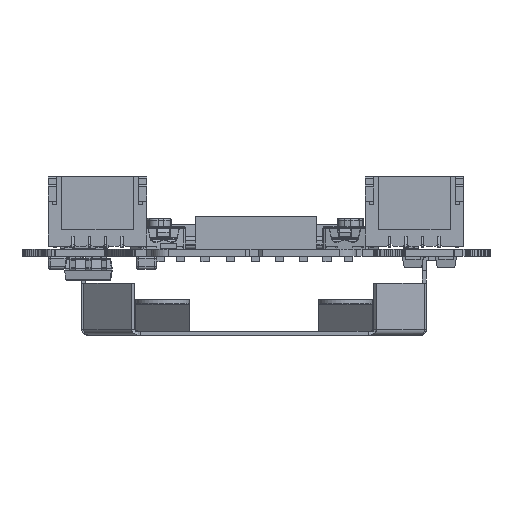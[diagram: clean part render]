
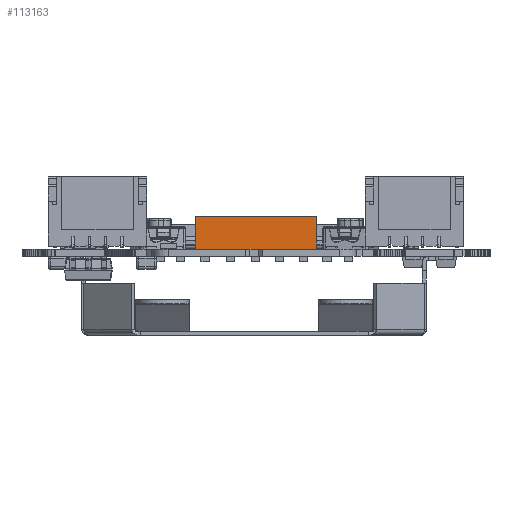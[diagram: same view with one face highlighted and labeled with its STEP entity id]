
A CAD part, front view. The second image highlights one B-rep face of the part: STEP entity #113163.
In plain terms, the highlighted planar face has unit normal (0, -1, 0).
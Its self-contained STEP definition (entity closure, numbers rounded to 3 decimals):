
#113138 = VERTEX_POINT('',#113139);
#113139 = CARTESIAN_POINT('',(-3.702,-3.502,2.));
#113145 = EDGE_CURVE('',#113146,#113138,#113148,.T.);
#113146 = VERTEX_POINT('',#113147);
#113147 = CARTESIAN_POINT('',(-3.702,-3.502,0.));
#113148 = LINE('',#113149,#113150);
#113149 = CARTESIAN_POINT('',(-3.702,-3.502,0.));
#113150 = VECTOR('',#113151,1.);
#113151 = DIRECTION('',(0.,0.,1.));
#113163 = ADVANCED_FACE('',(#113164),#113189,.F.);
#113164 = FACE_BOUND('',#113165,.F.);
#113165 = EDGE_LOOP('',(#113166,#113167,#113175,#113183));
#113166 = ORIENTED_EDGE('',*,*,#113145,.T.);
#113167 = ORIENTED_EDGE('',*,*,#113168,.T.);
#113168 = EDGE_CURVE('',#113138,#113169,#113171,.T.);
#113169 = VERTEX_POINT('',#113170);
#113170 = CARTESIAN_POINT('',(3.702,-3.502,2.));
#113171 = LINE('',#113172,#113173);
#113172 = CARTESIAN_POINT('',(-3.702,-3.502,2.));
#113173 = VECTOR('',#113174,1.);
#113174 = DIRECTION('',(1.,0.,0.));
#113175 = ORIENTED_EDGE('',*,*,#113176,.F.);
#113176 = EDGE_CURVE('',#113177,#113169,#113179,.T.);
#113177 = VERTEX_POINT('',#113178);
#113178 = CARTESIAN_POINT('',(3.702,-3.502,0.));
#113179 = LINE('',#113180,#113181);
#113180 = CARTESIAN_POINT('',(3.702,-3.502,0.));
#113181 = VECTOR('',#113182,1.);
#113182 = DIRECTION('',(0.,0.,1.));
#113183 = ORIENTED_EDGE('',*,*,#113184,.F.);
#113184 = EDGE_CURVE('',#113146,#113177,#113185,.T.);
#113185 = LINE('',#113186,#113187);
#113186 = CARTESIAN_POINT('',(-3.702,-3.502,0.));
#113187 = VECTOR('',#113188,1.);
#113188 = DIRECTION('',(1.,0.,0.));
#113189 = PLANE('',#113190);
#113190 = AXIS2_PLACEMENT_3D('',#113191,#113192,#113193);
#113191 = CARTESIAN_POINT('',(-3.702,-3.502,0.));
#113192 = DIRECTION('',(0.,1.,0.));
#113193 = DIRECTION('',(1.,0.,0.));
